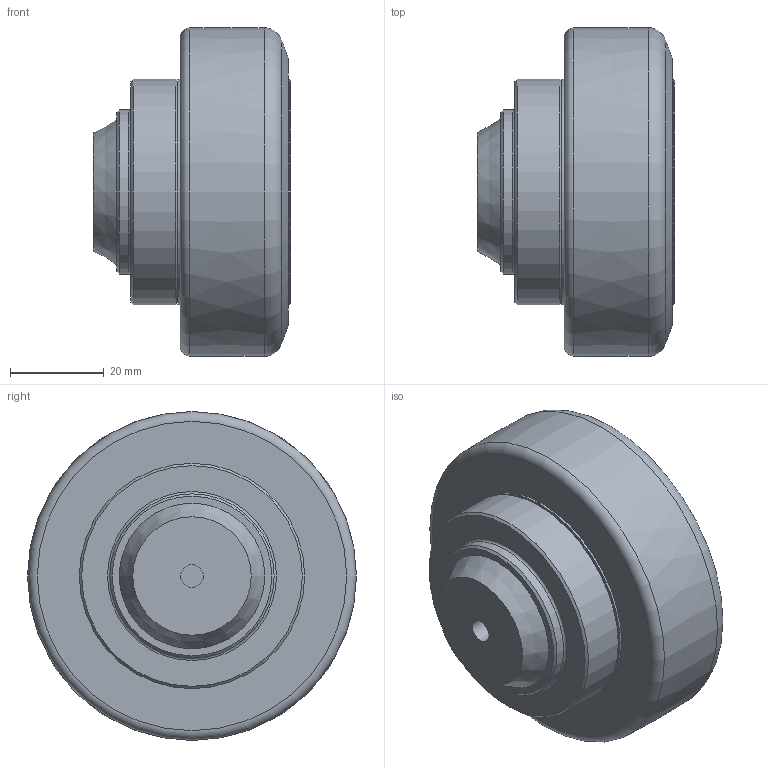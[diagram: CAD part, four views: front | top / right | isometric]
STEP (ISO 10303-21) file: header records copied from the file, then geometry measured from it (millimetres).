
FILE_DESCRIPTION(/* description */ ('-','CAx-IF Rec.Pracs.---Representation and Presentation of Product Manufacturing Information (PMI)---4.0---2014-10-13'),/* implementation_level */ '2;1');
FILE_NAME(/* name */ '7c116955-7016-429c-abac-c59d379b77a5.stp',/* time_stamp */ '2020-04-01T16:29:50+02:00',/* author */ ('-'),/* organization */ ('NTI CADcenter A/S'),/* preprocessor_version */ 'ST-DEVELOPER v18',/* originating_system */ 'Autodesk Inventor 2020',/* authorisation */ '-');
FILE_SCHEMA (('AP242_MANAGED_MODEL_BASED_3D_ENGINEERING_MIM_LF { 1 0 10303 442 1 1 4 }'));
Length unit declared in the file: millimetre
Products named in the file (1): TR 070.0400_Kontur
Bounding box: 42 x 70.09 x 70.1 mm (x, y, z)
Volume: 111959.8 mm3; surface area: 14521.7 mm2
Topology: 1 solids, 1 shells, 56 faces, 129 edges, 90 vertices
Faces by surface type: plane 35, cylinder 11, cone 6, torus 3, bspline 1
Full cylindrical faces by diameter (mm): 4.917 x1, 8 x3, 8.3 x3, 35 x1, 48 x3
Entity records: 1690 total; most frequent: CARTESIAN_POINT 302, DIRECTION 299, ORIENTED_EDGE 258, EDGE_CURVE 129, AXIS2_PLACEMENT_3D 114, VERTEX_POINT 90, EDGE_LOOP 71, LINE 71
